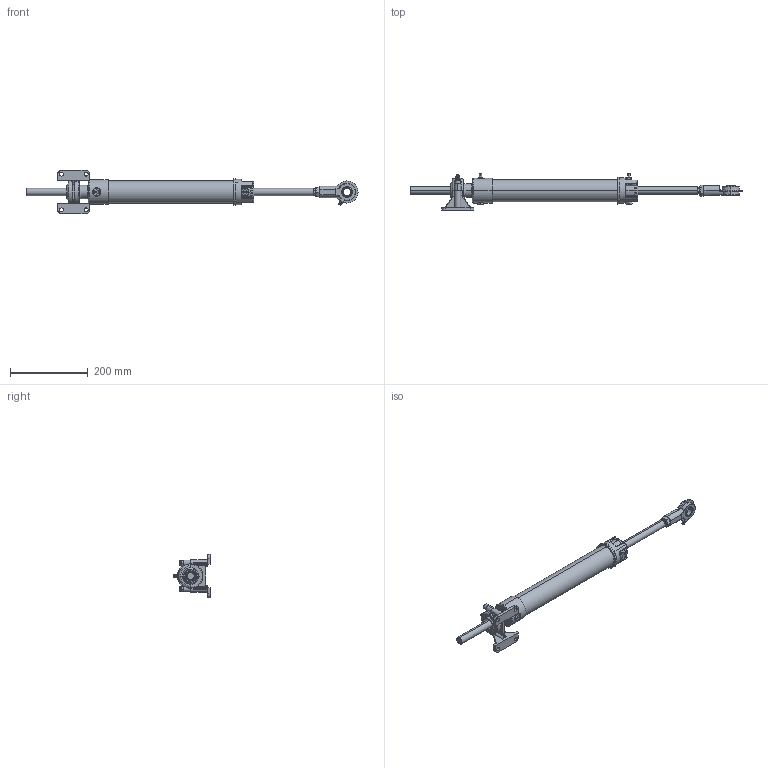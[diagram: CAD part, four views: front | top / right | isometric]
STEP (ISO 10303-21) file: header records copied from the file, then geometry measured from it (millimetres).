
FILE_DESCRIPTION (( 'STEP AP214' ), '1' );
FILE_NAME ('7050-B12_revA.STEP', '2022-09-30T15:39:29', ( '' ), ( '' ), 'SwSTEP 2.0', 'SolidWorks 2021', '' );
FILE_SCHEMA (( 'AUTOMOTIVE_DESIGN' ));
Length unit declared in the file: inch
Products named in the file (1): 7050-B12_revA
Bounding box: 852.08 x 94.76 x 111.12 mm (x, y, z)
Surface area: 210487.4 mm2 (no closed solid volume)
Topology: 0 solids, 25 shells, 465 faces, 1322 edges, 853 vertices
Faces by surface type: plane 147, cylinder 120, torus 75, cone 73, bspline 44, sphere 6
Entity records: 24908 total; most frequent: CARTESIAN_POINT 7333, DIRECTION 2397, ORIENTED_EDGE 2317, EDGE_CURVE 1295, AXIS2_PLACEMENT_3D 968, VERTEX_POINT 844, CIRCLE 546, EDGE_LOOP 519
